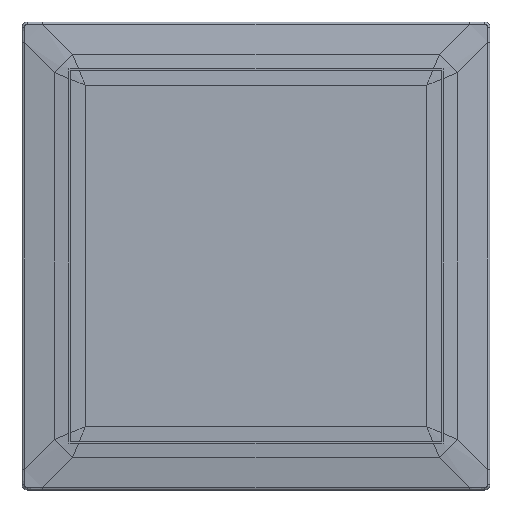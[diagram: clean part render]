
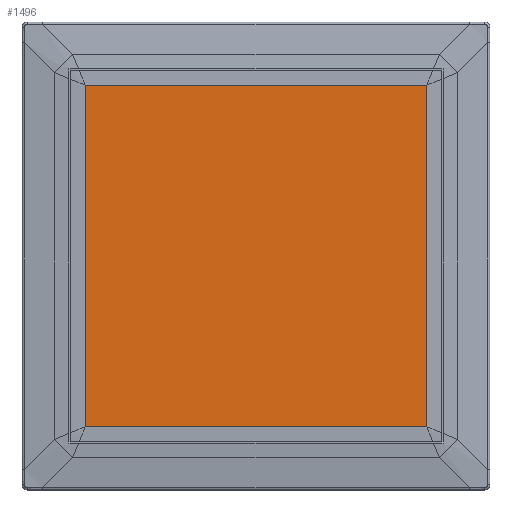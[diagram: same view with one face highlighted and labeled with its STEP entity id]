
A CAD part, top view. The second image highlights one B-rep face of the part: STEP entity #1496.
In plain terms, the highlighted planar face has unit normal (0, 0, 1).
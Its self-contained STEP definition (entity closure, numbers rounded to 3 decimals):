
#79 = DIRECTION ( 'NONE',  ( -1., 0., 0. ) ) ;
#296 = VERTEX_POINT ( 'NONE', #1867 ) ;
#489 = ORIENTED_EDGE ( 'NONE', *, *, #5019, .T. ) ;
#617 = ORIENTED_EDGE ( 'NONE', *, *, #3775, .T. ) ;
#764 = LINE ( 'NONE', #4326, #3204 ) ;
#1179 = VERTEX_POINT ( 'NONE', #1972 ) ;
#1215 = VERTEX_POINT ( 'NONE', #3904 ) ;
#1277 = CARTESIAN_POINT ( 'NONE',  ( 64.375, 64.375, 30. ) ) ;
#1496 = ADVANCED_FACE ( 'NONE', ( #1737 ), #2083, .T. ) ;
#1737 = FACE_OUTER_BOUND ( 'NONE', #1800, .T. ) ;
#1800 = EDGE_LOOP ( 'NONE', ( #617, #3634, #4866, #489 ) ) ;
#1867 = CARTESIAN_POINT ( 'NONE',  ( -64.375, -64.375, 30. ) ) ;
#1972 = CARTESIAN_POINT ( 'NONE',  ( -64.375, 64.375, 30. ) ) ;
#2083 = PLANE ( 'NONE',  #4940 ) ;
#2089 = LINE ( 'NONE', #3215, #2480 ) ;
#2131 = CARTESIAN_POINT ( 'NONE',  ( 64.375, 0., 30. ) ) ;
#2333 = CARTESIAN_POINT ( 'NONE',  ( 0., 64.375, 30. ) ) ;
#2480 = VECTOR ( 'NONE', #2695, 1000. ) ;
#2627 = DIRECTION ( 'NONE',  ( 1., 0., 0. ) ) ;
#2695 = DIRECTION ( 'NONE',  ( 1., 0., 0. ) ) ;
#2999 = DIRECTION ( 'NONE',  ( 0., 1., 0. ) ) ;
#3204 = VECTOR ( 'NONE', #4348, 1000. ) ;
#3211 = VECTOR ( 'NONE', #79, 1000. ) ;
#3215 = CARTESIAN_POINT ( 'NONE',  ( 0., -64.375, 30. ) ) ;
#3342 = VERTEX_POINT ( 'NONE', #1277 ) ;
#3572 = VECTOR ( 'NONE', #2999, 1000. ) ;
#3634 = ORIENTED_EDGE ( 'NONE', *, *, #5009, .T. ) ;
#3775 = EDGE_CURVE ( 'NONE', #296, #1215, #2089, .T. ) ;
#3845 = DIRECTION ( 'NONE',  ( 0., 0., 1. ) ) ;
#3904 = CARTESIAN_POINT ( 'NONE',  ( 64.375, -64.375, 30. ) ) ;
#4155 = EDGE_CURVE ( 'NONE', #3342, #1179, #5302, .T. ) ;
#4326 = CARTESIAN_POINT ( 'NONE',  ( -64.375, 0., 30. ) ) ;
#4348 = DIRECTION ( 'NONE',  ( 0., -1., 0. ) ) ;
#4866 = ORIENTED_EDGE ( 'NONE', *, *, #4155, .T. ) ;
#4940 = AXIS2_PLACEMENT_3D ( 'NONE', #5257, #3845, #2627 ) ;
#5009 = EDGE_CURVE ( 'NONE', #1215, #3342, #5189, .T. ) ;
#5019 = EDGE_CURVE ( 'NONE', #1179, #296, #764, .T. ) ;
#5189 = LINE ( 'NONE', #2131, #3572 ) ;
#5257 = CARTESIAN_POINT ( 'NONE',  ( 0., 0., 30. ) ) ;
#5302 = LINE ( 'NONE', #2333, #3211 ) ;
